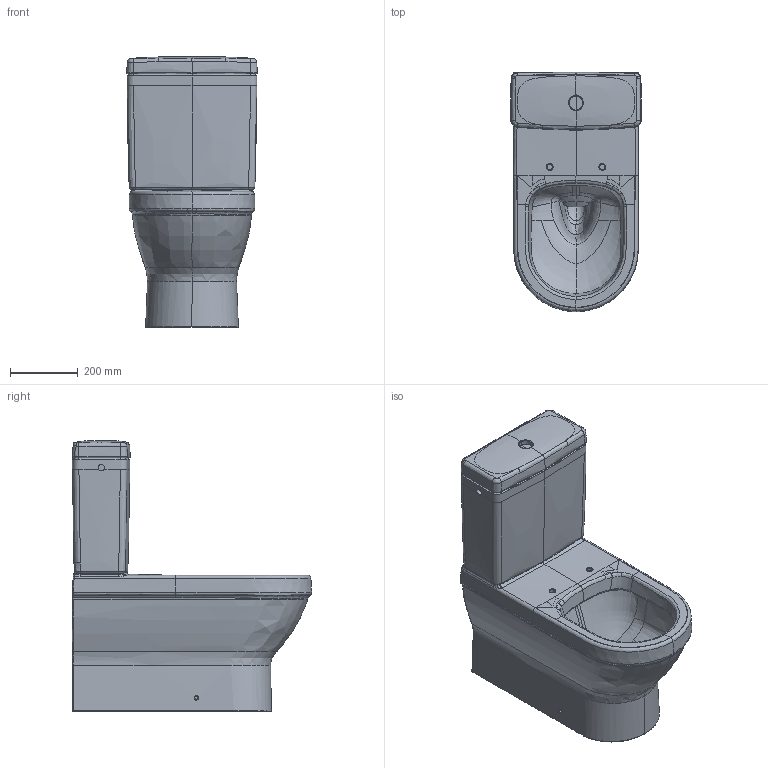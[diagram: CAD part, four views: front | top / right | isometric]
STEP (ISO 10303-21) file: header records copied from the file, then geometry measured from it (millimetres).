
FILE_DESCRIPTION(/* description */ (''),/* implementation_level */ '2;1');
FILE_NAME(/* name */ '568610_Matrix _Rund_STWC.stp',/* time_stamp */ '2019-03-04T09:20:43+01:00',/* author */ (''),/* organization */ (''),/* preprocessor_version */ 'ST-DEVELOPER v16',/* originating_system */ 'SIEMENS PLM Software NX 10.0',/* authorisation */ '');
FILE_SCHEMA (('AUTOMOTIVE_DESIGN { 1 0 10303 214 3 1 1 1 }'));
Products named in the file (1): Sier16789423tvtw
Bounding box: 384.49 x 704.23 x 797.34 mm (x, y, z)
Volume: 80204840.6 mm3; surface area: 1756649.1 mm2
Topology: 1 solids, 1 shells, 341 faces, 897 edges, 549 vertices
Faces by surface type: bspline 287, plane 44, cylinder 6, extrusion 2, sphere 2
Full cylindrical faces by diameter (mm): 10 x2
Entity records: 49041 total; most frequent: CARTESIAN_POINT 43597, ORIENTED_EDGE 1724, EDGE_CURVE 862, B_SPLINE_CURVE_WITH_KNOTS 706, VERTEX_POINT 538, EDGE_LOOP 354, ADVANCED_FACE 340, FACE_OUTER_BOUND 326
